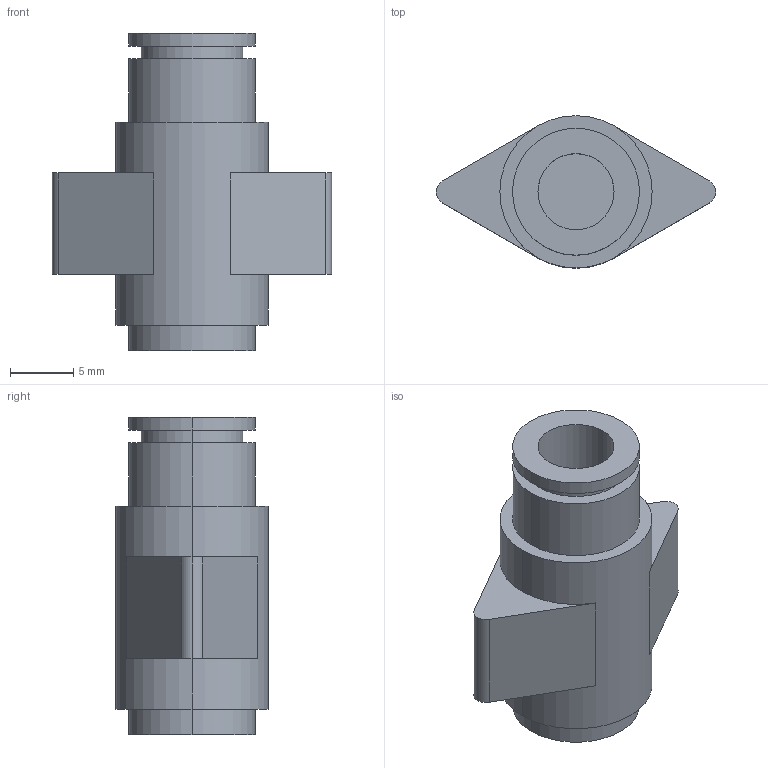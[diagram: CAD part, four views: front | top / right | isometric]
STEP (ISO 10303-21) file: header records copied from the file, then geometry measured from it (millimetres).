
FILE_DESCRIPTION (( 'STEP AP214' ), '1' );
FILE_NAME ('洏壽誹粣.STEP', '2022-11-28T06:26:24', ( '' ), ( '' ), 'SwSTEP 2.0', 'SolidWorks 2021', '' );
FILE_SCHEMA (( 'AUTOMOTIVE_DESIGN' ));
Length unit declared in the file: millimetre
Products named in the file (1): 洏壽誹粣
Bounding box: 22 x 12 x 25 mm (x, y, z)
Volume: 2628.7 mm3; surface area: 1650.3 mm2
Topology: 1 solids, 1 shells, 66 faces, 171 edges, 113 vertices
Faces by surface type: cylinder 45, plane 17, bspline 4
Entity records: 4662 total; most frequent: CARTESIAN_POINT 3178, ORIENTED_EDGE 342, DIRECTION 272, EDGE_CURVE 171, VERTEX_POINT 113, AXIS2_PLACEMENT_3D 105, EDGE_LOOP 72, ADVANCED_FACE 66
